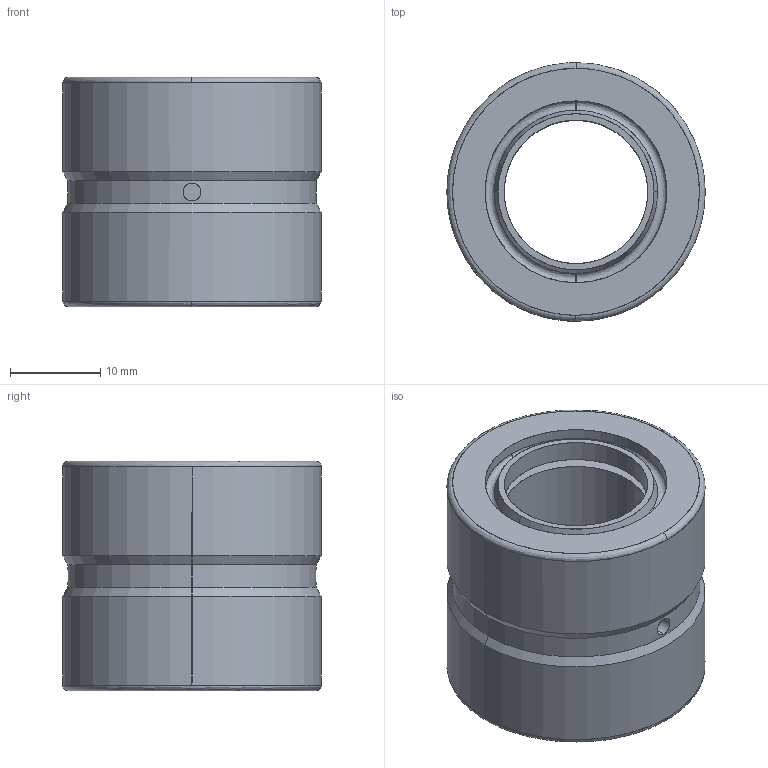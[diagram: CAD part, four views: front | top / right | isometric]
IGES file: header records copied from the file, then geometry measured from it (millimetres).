
Start section: SolidWorks IGES file using analytic representation for surfaces
Global section: file name: MRDEFAU10171431398469.igs; native system: SolidWorks 2016; preprocessor: SolidWorks 2016; author: partstream; date: 161017.143140; units: millimetre
Bounding box: 28.57 x 28.57 x 25.4 mm (x, y, z)
Surface area: 5044.7 mm2 (no closed solid volume)
Topology: 0 solids, 0 shells, 50 faces, 863 edges, 866 vertices
Faces by surface type: revolution 32, bspline 18
